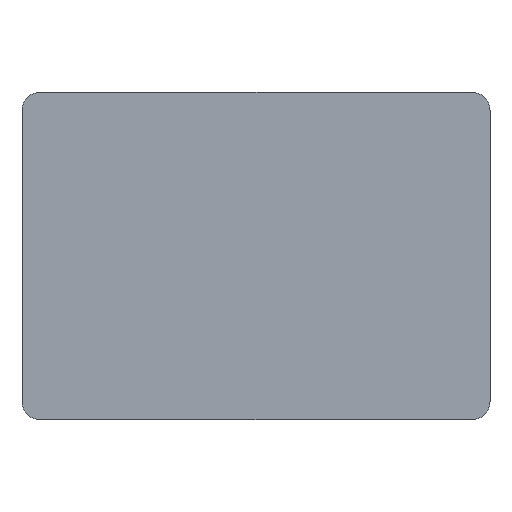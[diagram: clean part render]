
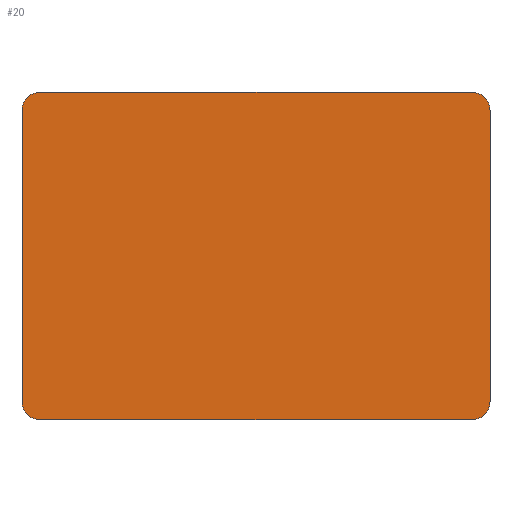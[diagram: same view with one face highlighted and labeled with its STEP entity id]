
A CAD part, top view. The second image highlights one B-rep face of the part: STEP entity #20.
In plain terms, the highlighted planar face has unit normal (0, 0, 1).
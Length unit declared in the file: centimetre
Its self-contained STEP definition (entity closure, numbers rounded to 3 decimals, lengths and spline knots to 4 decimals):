
#5 = DIRECTION ( 'NONE',  ( 0., 0., 1. ) ) ;
#20 = ADVANCED_FACE ( 'NONE', ( #294 ), #327, .T. ) ;
#29 = EDGE_LOOP ( 'NONE', ( #272, #176, #133, #162, #149, #116, #38, #90 ) ) ;
#30 = EDGE_CURVE ( 'NONE', #97, #424, #418, .T. ) ;
#38 = ORIENTED_EDGE ( 'NONE', *, *, #30, .T. ) ;
#40 = VECTOR ( 'NONE', #586, 100. ) ;
#44 = LINE ( 'NONE', #471, #187 ) ;
#48 = DIRECTION ( 'NONE',  ( 0., 1., 0. ) ) ;
#64 = EDGE_CURVE ( 'NONE', #266, #172, #439, .T. ) ;
#68 = CARTESIAN_POINT ( 'NONE',  ( -32.0807, 26.6398, 0.15 ) ) ;
#88 = VERTEX_POINT ( 'NONE', #341 ) ;
#90 = ORIENTED_EDGE ( 'NONE', *, *, #476, .T. ) ;
#92 = CARTESIAN_POINT ( 'NONE',  ( -30.9807, 27.7398, 0.15 ) ) ;
#96 = DIRECTION ( 'NONE',  ( 1., 0., 0. ) ) ;
#97 = VERTEX_POINT ( 'NONE', #151 ) ;
#114 = EDGE_CURVE ( 'NONE', #172, #97, #237, .T. ) ;
#116 = ORIENTED_EDGE ( 'NONE', *, *, #114, .T. ) ;
#126 = DIRECTION ( 'NONE',  ( 1., 0., 0. ) ) ;
#133 = ORIENTED_EDGE ( 'NONE', *, *, #561, .T. ) ;
#141 = AXIS2_PLACEMENT_3D ( 'NONE', #390, #580, #523 ) ;
#149 = ORIENTED_EDGE ( 'NONE', *, *, #64, .T. ) ;
#151 = CARTESIAN_POINT ( 'NONE',  ( -2.8507, 26.6398, 0.15 ) ) ;
#158 = VECTOR ( 'NONE', #48, 100. ) ;
#162 = ORIENTED_EDGE ( 'NONE', *, *, #501, .T. ) ;
#172 = VERTEX_POINT ( 'NONE', #193 ) ;
#176 = ORIENTED_EDGE ( 'NONE', *, *, #593, .T. ) ;
#187 = VECTOR ( 'NONE', #474, 100. ) ;
#193 = CARTESIAN_POINT ( 'NONE',  ( -2.8507, 8.4098, 0.15 ) ) ;
#197 = DIRECTION ( 'NONE',  ( 0., 0., 1. ) ) ;
#211 = AXIS2_PLACEMENT_3D ( 'NONE', #338, #240, #96 ) ;
#234 = VERTEX_POINT ( 'NONE', #405 ) ;
#237 = LINE ( 'NONE', #423, #158 ) ;
#240 = DIRECTION ( 'NONE',  ( 0., 0., 1. ) ) ;
#244 = AXIS2_PLACEMENT_3D ( 'NONE', #317, #370, #126 ) ;
#264 = CIRCLE ( 'NONE', #451, 1.1 ) ;
#266 = VERTEX_POINT ( 'NONE', #448 ) ;
#272 = ORIENTED_EDGE ( 'NONE', *, *, #308, .T. ) ;
#294 = FACE_OUTER_BOUND ( 'NONE', #29, .T. ) ;
#308 = EDGE_CURVE ( 'NONE', #432, #336, #559, .T. ) ;
#317 = CARTESIAN_POINT ( 'NONE',  ( -30.9807, 26.6398, 0.15 ) ) ;
#327 = PLANE ( 'NONE',  #211 ) ;
#335 = DIRECTION ( 'NONE',  ( 1., 0., 0. ) ) ;
#336 = VERTEX_POINT ( 'NONE', #603 ) ;
#338 = CARTESIAN_POINT ( 'NONE',  ( -30.9807, 26.6398, 0.15 ) ) ;
#341 = CARTESIAN_POINT ( 'NONE',  ( -30.9807, 7.3098, 0.15 ) ) ;
#345 = LINE ( 'NONE', #68, #40 ) ;
#370 = DIRECTION ( 'NONE',  ( 0., 0., 1. ) ) ;
#390 = CARTESIAN_POINT ( 'NONE',  ( -3.9507, 8.4098, 0.15 ) ) ;
#396 = DIRECTION ( 'NONE',  ( 1., 0., 0. ) ) ;
#405 = CARTESIAN_POINT ( 'NONE',  ( -32.0807, 8.4098, 0.15 ) ) ;
#418 = CIRCLE ( 'NONE', #488, 1.1 ) ;
#423 = CARTESIAN_POINT ( 'NONE',  ( -2.8507, 8.4098, 0.15 ) ) ;
#424 = VERTEX_POINT ( 'NONE', #484 ) ;
#426 = CARTESIAN_POINT ( 'NONE',  ( -3.9507, 26.6398, 0.15 ) ) ;
#432 = VERTEX_POINT ( 'NONE', #92 ) ;
#437 = LINE ( 'NONE', #576, #583 ) ;
#439 = CIRCLE ( 'NONE', #141, 1.1 ) ;
#448 = CARTESIAN_POINT ( 'NONE',  ( -3.9507, 7.3098, 0.15 ) ) ;
#451 = AXIS2_PLACEMENT_3D ( 'NONE', #533, #197, #396 ) ;
#471 = CARTESIAN_POINT ( 'NONE',  ( -30.9807, 7.3098, 0.15 ) ) ;
#474 = DIRECTION ( 'NONE',  ( 1., 0., 0. ) ) ;
#476 = EDGE_CURVE ( 'NONE', #424, #432, #437, .T. ) ;
#484 = CARTESIAN_POINT ( 'NONE',  ( -3.9507, 27.7398, 0.15 ) ) ;
#488 = AXIS2_PLACEMENT_3D ( 'NONE', #426, #5, #335 ) ;
#501 = EDGE_CURVE ( 'NONE', #88, #266, #44, .T. ) ;
#523 = DIRECTION ( 'NONE',  ( 1., 0., 0. ) ) ;
#533 = CARTESIAN_POINT ( 'NONE',  ( -30.9807, 8.4098, 0.15 ) ) ;
#559 = CIRCLE ( 'NONE', #244, 1.1 ) ;
#561 = EDGE_CURVE ( 'NONE', #234, #88, #264, .T. ) ;
#576 = CARTESIAN_POINT ( 'NONE',  ( -3.9507, 27.7398, 0.15 ) ) ;
#580 = DIRECTION ( 'NONE',  ( 0., 0., 1. ) ) ;
#583 = VECTOR ( 'NONE', #622, 100. ) ;
#586 = DIRECTION ( 'NONE',  ( 0., -1., 0. ) ) ;
#593 = EDGE_CURVE ( 'NONE', #336, #234, #345, .T. ) ;
#603 = CARTESIAN_POINT ( 'NONE',  ( -32.0807, 26.6398, 0.15 ) ) ;
#622 = DIRECTION ( 'NONE',  ( -1., 0., 0. ) ) ;
